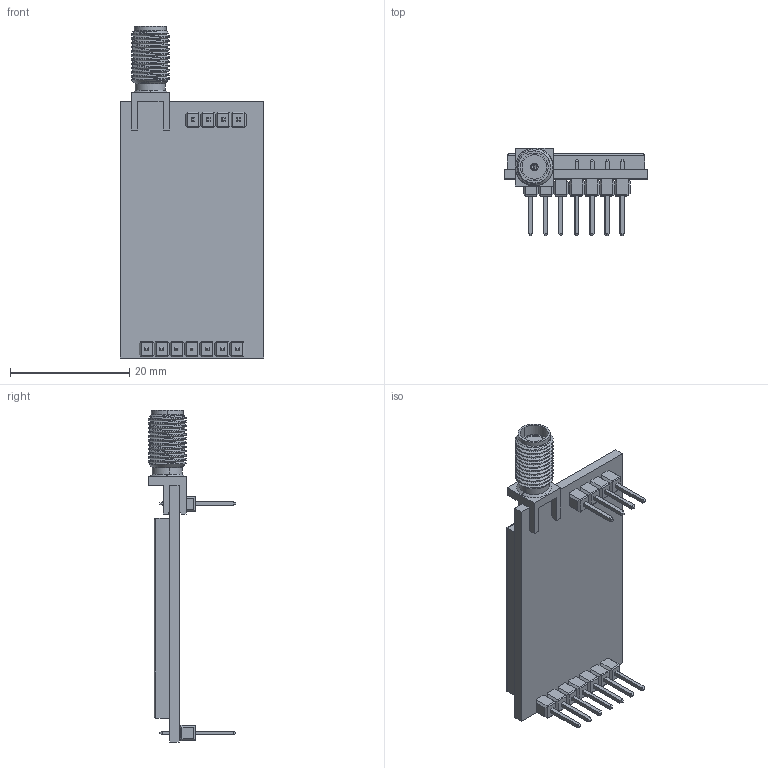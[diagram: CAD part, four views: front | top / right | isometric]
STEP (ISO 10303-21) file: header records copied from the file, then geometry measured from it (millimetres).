
FILE_DESCRIPTION (( 'STEP AP214' ), '1' );
FILE_NAME ('E32-868T30D_Assembly_with_All_Headers.STEP', '2021-12-12T22:18:46', ( 'Doðukan' ), ( '' ), 'SwSTEP 2.0', 'SolidWorks 2019', '' );
FILE_SCHEMA (( 'AUTOMOTIVE_DESIGN' ));
Length unit declared in the file: millimetre
Products named in the file (5): Board_Varsay考an; SMA-K Connector_Varsay考an; E32-868T30D_Assembly_with_All_Headers; Pin Header 1x4 TH Pitch 2.54mm.stp_Varsay考an; Pin Header 1x7 TH Pitch 2.54mm.stp_Varsay考an
Assembly tree (4 placements, depth 2):
  E32-868T30D_Assembly_with_All_Headers
    Board_Varsay考an
    SMA-K Connector_Varsay考an
    Pin Header 1x7 TH Pitch 2.54mm.stp_Varsay考an
    Pin Header 1x4 TH Pitch 2.54mm.stp_Varsay考an
Bounding box: 24 x 14.65 x 55.7 mm (x, y, z)
Volume: 3990.8 mm3; surface area: 3902.9 mm2
Topology: 2 solids, 15 shells, 526 faces, 1382 edges, 893 vertices
Faces by surface type: plane 398, cylinder 66, bspline 46, cone 16
Entity records: 18886 total; most frequent: CARTESIAN_POINT 7523, ORIENTED_EDGE 2760, EDGE_CURVE 1380, DIRECTION 1347, B_SPLINE_CURVE_WITH_KNOTS 1104, VERTEX_POINT 893, AXIS2_PLACEMENT_3D 588, EDGE_LOOP 579
